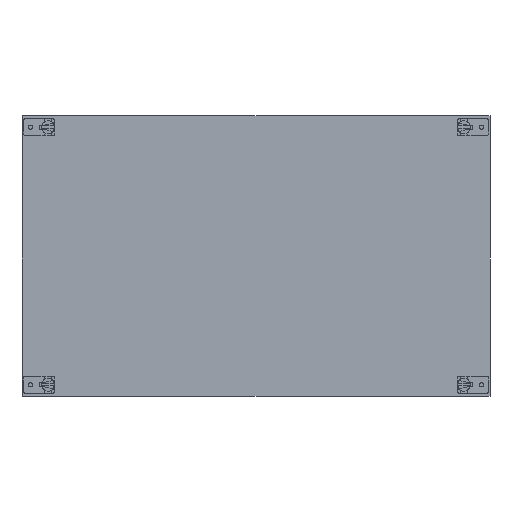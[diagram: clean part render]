
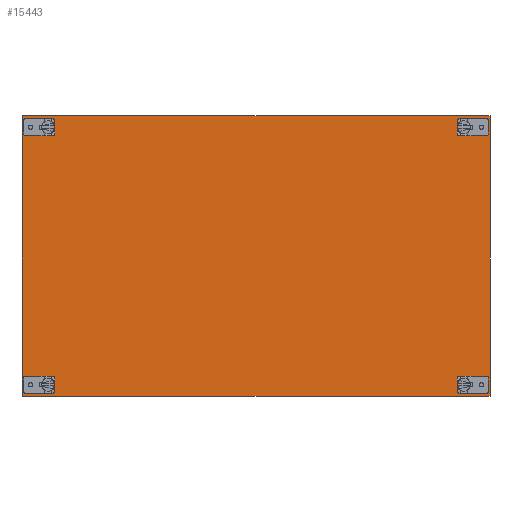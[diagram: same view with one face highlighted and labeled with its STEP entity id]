
A CAD part, top view. The second image highlights one B-rep face of the part: STEP entity #15443.
In plain terms, the highlighted planar face has unit normal (0, 0, 1).
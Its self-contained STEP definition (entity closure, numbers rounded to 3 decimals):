
#14535=CARTESIAN_POINT('',(347.,-112.5,1.));
#14536=DIRECTION('',(0.,0.,1.));
#14537=DIRECTION('',(0.896,0.445,0.));
#14538=AXIS2_PLACEMENT_3D('',#14535,#14536,#14537);
#14543=DIRECTION('',(1.,0.,0.));
#14544=VECTOR('',#14543,5.239);
#14545=CARTESIAN_POINT('',(351.411,-114.69,1.));
#14546=LINE('',#14545,#14544);
#14550=DIRECTION('',(0.,1.,0.));
#14551=VECTOR('',#14550,4.38);
#14552=CARTESIAN_POINT('',(356.65,-114.69,1.));
#14553=LINE('',#14552,#14551);
#14557=DIRECTION('',(-1.,0.,0.));
#14558=VECTOR('',#14557,5.239);
#14559=CARTESIAN_POINT('',(356.65,-110.31,1.));
#14560=LINE('',#14559,#14558);
#14564=CARTESIAN_POINT('',(366.,162.5,1.));
#14565=DIRECTION('',(0.,0.,1.));
#14566=DIRECTION('',(-1.,0.,0.));
#14567=AXIS2_PLACEMENT_3D('',#14564,#14565,#14566);
#14572=CARTESIAN_POINT('',(366.,162.5,1.));
#14573=DIRECTION('',(0.,0.,1.));
#14574=DIRECTION('',(1.,0.,0.));
#14575=AXIS2_PLACEMENT_3D('',#14572,#14573,#14574);
#14580=CARTESIAN_POINT('',(347.,162.5,1.));
#14581=DIRECTION('',(0.,0.,1.));
#14582=DIRECTION('',(0.896,0.445,0.));
#14583=AXIS2_PLACEMENT_3D('',#14580,#14581,#14582);
#14588=CARTESIAN_POINT('',(366.,-112.5,1.));
#14589=DIRECTION('',(0.,0.,1.));
#14590=DIRECTION('',(-1.,0.,0.));
#14591=AXIS2_PLACEMENT_3D('',#14588,#14589,#14590);
#14596=CARTESIAN_POINT('',(366.,-112.5,1.));
#14597=DIRECTION('',(0.,0.,1.));
#14598=DIRECTION('',(1.,0.,0.));
#14599=AXIS2_PLACEMENT_3D('',#14596,#14597,#14598);
#14604=CARTESIAN_POINT('',(-116.,162.5,1.));
#14605=DIRECTION('',(0.,0.,1.));
#14606=DIRECTION('',(1.,0.,0.));
#14607=AXIS2_PLACEMENT_3D('',#14604,#14605,#14606);
#14612=CARTESIAN_POINT('',(-116.,162.5,1.));
#14613=DIRECTION('',(0.,0.,1.));
#14614=DIRECTION('',(-1.,0.,0.));
#14615=AXIS2_PLACEMENT_3D('',#14612,#14613,#14614);
#14620=CARTESIAN_POINT('',(-97.,-112.5,1.));
#14621=DIRECTION('',(0.,0.,1.));
#14622=DIRECTION('',(-0.896,-0.445,0.));
#14623=AXIS2_PLACEMENT_3D('',#14620,#14621,#14622);
#14628=CARTESIAN_POINT('',(-116.,-112.5,1.));
#14629=DIRECTION('',(0.,0.,1.));
#14630=DIRECTION('',(1.,0.,0.));
#14631=AXIS2_PLACEMENT_3D('',#14628,#14629,#14630);
#14636=CARTESIAN_POINT('',(-116.,-112.5,1.));
#14637=DIRECTION('',(0.,0.,1.));
#14638=DIRECTION('',(-1.,0.,0.));
#14639=AXIS2_PLACEMENT_3D('',#14636,#14637,#14638);
#14644=CARTESIAN_POINT('',(-97.,162.5,1.));
#14645=DIRECTION('',(0.,0.,1.));
#14646=DIRECTION('',(-0.896,-0.445,0.));
#14647=AXIS2_PLACEMENT_3D('',#14644,#14645,#14646);
#14652=DIRECTION('',(-1.,0.,0.));
#14653=VECTOR('',#14652,5.239);
#14654=CARTESIAN_POINT('',(-101.411,164.69,1.));
#14655=LINE('',#14654,#14653);
#14659=DIRECTION('',(0.,-1.,0.));
#14660=VECTOR('',#14659,4.38);
#14661=CARTESIAN_POINT('',(-106.65,164.69,1.));
#14662=LINE('',#14661,#14660);
#14666=DIRECTION('',(1.,0.,0.));
#14667=VECTOR('',#14666,5.239);
#14668=CARTESIAN_POINT('',(-106.65,160.31,1.));
#14669=LINE('',#14668,#14667);
#14673=DIRECTION('',(0.,-1.,0.));
#14674=VECTOR('',#14673,300.);
#14675=CARTESIAN_POINT('',(375.,175.,1.));
#14676=LINE('',#14675,#14674);
#14680=DIRECTION('',(0.,1.,0.));
#14681=VECTOR('',#14680,300.);
#14682=CARTESIAN_POINT('',(-125.,-125.,1.));
#14683=LINE('',#14682,#14681);
#14722=DIRECTION('',(-1.,0.,0.));
#14723=VECTOR('',#14722,5.239);
#14724=CARTESIAN_POINT('',(356.65,160.31,1.));
#14725=LINE('',#14724,#14723);
#14736=DIRECTION('',(0.,-1.,0.));
#14737=VECTOR('',#14736,4.38);
#14738=CARTESIAN_POINT('',(356.65,164.69,1.));
#14739=LINE('',#14738,#14737);
#14743=DIRECTION('',(1.,0.,0.));
#14744=VECTOR('',#14743,5.239);
#14745=CARTESIAN_POINT('',(351.411,164.69,1.));
#14746=LINE('',#14745,#14744);
#14799=DIRECTION('',(1.,0.,0.));
#14800=VECTOR('',#14799,5.239);
#14801=CARTESIAN_POINT('',(-106.65,-110.31,1.));
#14802=LINE('',#14801,#14800);
#14813=DIRECTION('',(0.,1.,0.));
#14814=VECTOR('',#14813,4.38);
#14815=CARTESIAN_POINT('',(-106.65,-114.69,1.));
#14816=LINE('',#14815,#14814);
#14820=DIRECTION('',(-1.,0.,0.));
#14821=VECTOR('',#14820,5.239);
#14822=CARTESIAN_POINT('',(-101.411,-114.69,1.));
#14823=LINE('',#14822,#14821);
#14890=DIRECTION('',(-1.,0.,0.));
#14891=VECTOR('',#14890,500.);
#14892=CARTESIAN_POINT('',(375.,175.,1.));
#14893=LINE('',#14892,#14891);
#14981=DIRECTION('',(1.,0.,0.));
#14982=VECTOR('',#14981,500.);
#14983=CARTESIAN_POINT('',(-125.,-125.,1.));
#14984=LINE('',#14983,#14982);
#15108=CARTESIAN_POINT('',(-125.,-125.,1.));
#15109=CARTESIAN_POINT('',(-125.,175.,1.));
#15110=VERTEX_POINT('',#15108);
#15111=VERTEX_POINT('',#15109);
#15112=CARTESIAN_POINT('',(-111.75,162.5,1.));
#15113=CARTESIAN_POINT('',(-120.25,162.5,1.));
#15114=VERTEX_POINT('',#15112);
#15115=VERTEX_POINT('',#15113);
#15116=CARTESIAN_POINT('',(-106.65,-110.31,1.));
#15117=CARTESIAN_POINT('',(-101.411,-110.31,1.));
#15118=VERTEX_POINT('',#15116);
#15119=VERTEX_POINT('',#15117);
#15120=CARTESIAN_POINT('',(-106.65,-114.69,1.));
#15121=VERTEX_POINT('',#15120);
#15122=CARTESIAN_POINT('',(-101.411,-114.69,1.));
#15123=VERTEX_POINT('',#15122);
#15124=CARTESIAN_POINT('',(-111.75,-112.5,1.));
#15125=CARTESIAN_POINT('',(-120.25,-112.5,1.));
#15126=VERTEX_POINT('',#15124);
#15127=VERTEX_POINT('',#15125);
#15128=CARTESIAN_POINT('',(-101.411,164.69,1.));
#15129=CARTESIAN_POINT('',(-106.65,164.69,1.));
#15130=VERTEX_POINT('',#15128);
#15131=VERTEX_POINT('',#15129);
#15132=CARTESIAN_POINT('',(-106.65,160.31,1.));
#15133=VERTEX_POINT('',#15132);
#15134=CARTESIAN_POINT('',(-101.411,160.31,1.));
#15135=VERTEX_POINT('',#15134);
#15180=CARTESIAN_POINT('',(375.,175.,1.));
#15181=CARTESIAN_POINT('',(375.,-125.,1.));
#15182=VERTEX_POINT('',#15180);
#15183=VERTEX_POINT('',#15181);
#15184=CARTESIAN_POINT('',(361.75,-112.5,1.));
#15185=CARTESIAN_POINT('',(370.25,-112.5,1.));
#15186=VERTEX_POINT('',#15184);
#15187=VERTEX_POINT('',#15185);
#15188=CARTESIAN_POINT('',(356.65,160.31,1.));
#15189=CARTESIAN_POINT('',(351.411,160.31,1.));
#15190=VERTEX_POINT('',#15188);
#15191=VERTEX_POINT('',#15189);
#15192=CARTESIAN_POINT('',(356.65,164.69,1.));
#15193=VERTEX_POINT('',#15192);
#15194=CARTESIAN_POINT('',(351.411,164.69,1.));
#15195=VERTEX_POINT('',#15194);
#15196=CARTESIAN_POINT('',(361.75,162.5,1.));
#15197=CARTESIAN_POINT('',(370.25,162.5,1.));
#15198=VERTEX_POINT('',#15196);
#15199=VERTEX_POINT('',#15197);
#15200=CARTESIAN_POINT('',(351.411,-114.69,1.));
#15201=CARTESIAN_POINT('',(356.65,-114.69,1.));
#15202=VERTEX_POINT('',#15200);
#15203=VERTEX_POINT('',#15201);
#15204=CARTESIAN_POINT('',(356.65,-110.31,1.));
#15205=VERTEX_POINT('',#15204);
#15206=CARTESIAN_POINT('',(351.411,-110.31,1.));
#15207=VERTEX_POINT('',#15206);
#15368=CARTESIAN_POINT('',(0.,0.,1.));
#15369=DIRECTION('',(0.,0.,1.));
#15370=DIRECTION('',(1.,0.,0.));
#15371=AXIS2_PLACEMENT_3D('',#15368,#15369,#15370);
#15372=PLANE('',#15371);
#15374=ORIENTED_EDGE('',*,*,#15373,.F.);
#15376=ORIENTED_EDGE('',*,*,#15375,.T.);
#15378=ORIENTED_EDGE('',*,*,#15377,.F.);
#15380=ORIENTED_EDGE('',*,*,#15379,.T.);
#15381=EDGE_LOOP('',(#15374,#15376,#15378,#15380));
#15382=FACE_OUTER_BOUND('',#15381,.F.);
#15384=ORIENTED_EDGE('',*,*,#15383,.T.);
#15386=ORIENTED_EDGE('',*,*,#15385,.T.);
#15387=EDGE_LOOP('',(#15384,#15386));
#15388=FACE_BOUND('',#15387,.F.);
#15390=ORIENTED_EDGE('',*,*,#15389,.T.);
#15392=ORIENTED_EDGE('',*,*,#15391,.F.);
#15394=ORIENTED_EDGE('',*,*,#15393,.F.);
#15396=ORIENTED_EDGE('',*,*,#15395,.F.);
#15397=EDGE_LOOP('',(#15390,#15392,#15394,#15396));
#15398=FACE_BOUND('',#15397,.F.);
#15400=ORIENTED_EDGE('',*,*,#15399,.T.);
#15402=ORIENTED_EDGE('',*,*,#15401,.T.);
#15403=EDGE_LOOP('',(#15400,#15402));
#15404=FACE_BOUND('',#15403,.F.);
#15406=ORIENTED_EDGE('',*,*,#15405,.T.);
#15408=ORIENTED_EDGE('',*,*,#15407,.T.);
#15409=EDGE_LOOP('',(#15406,#15408));
#15410=FACE_BOUND('',#15409,.F.);
#15412=ORIENTED_EDGE('',*,*,#15411,.T.);
#15414=ORIENTED_EDGE('',*,*,#15413,.F.);
#15416=ORIENTED_EDGE('',*,*,#15415,.F.);
#15418=ORIENTED_EDGE('',*,*,#15417,.F.);
#15419=EDGE_LOOP('',(#15412,#15414,#15416,#15418));
#15420=FACE_BOUND('',#15419,.F.);
#15422=ORIENTED_EDGE('',*,*,#15421,.T.);
#15424=ORIENTED_EDGE('',*,*,#15423,.T.);
#15425=EDGE_LOOP('',(#15422,#15424));
#15426=FACE_BOUND('',#15425,.F.);
#15428=ORIENTED_EDGE('',*,*,#15427,.T.);
#15430=ORIENTED_EDGE('',*,*,#15429,.T.);
#15432=ORIENTED_EDGE('',*,*,#15431,.T.);
#15434=ORIENTED_EDGE('',*,*,#15433,.T.);
#15435=EDGE_LOOP('',(#15428,#15430,#15432,#15434));
#15436=FACE_BOUND('',#15435,.F.);
#15437=ORIENTED_EDGE('',*,*,#15320,.T.);
#15438=ORIENTED_EDGE('',*,*,#15335,.T.);
#15439=ORIENTED_EDGE('',*,*,#15349,.T.);
#15440=ORIENTED_EDGE('',*,*,#15362,.T.);
#15441=EDGE_LOOP('',(#15437,#15438,#15439,#15440));
#15442=FACE_BOUND('',#15441,.F.);
#14539=CIRCLE('',#14538,4.925);
#14568=CIRCLE('',#14567,4.25);
#14576=CIRCLE('',#14575,4.25);
#14584=CIRCLE('',#14583,4.925);
#14592=CIRCLE('',#14591,4.25);
#14600=CIRCLE('',#14599,4.25);
#14608=CIRCLE('',#14607,4.25);
#14616=CIRCLE('',#14615,4.25);
#14624=CIRCLE('',#14623,4.925);
#14632=CIRCLE('',#14631,4.25);
#14640=CIRCLE('',#14639,4.25);
#14648=CIRCLE('',#14647,4.925);
#15320=EDGE_CURVE('',#15207,#15202,#14539,.T.);
#15335=EDGE_CURVE('',#15202,#15203,#14546,.T.);
#15349=EDGE_CURVE('',#15203,#15205,#14553,.T.);
#15362=EDGE_CURVE('',#15205,#15207,#14560,.T.);
#15373=EDGE_CURVE('',#15182,#15111,#14893,.T.);
#15375=EDGE_CURVE('',#15182,#15183,#14676,.T.);
#15377=EDGE_CURVE('',#15110,#15183,#14984,.T.);
#15379=EDGE_CURVE('',#15110,#15111,#14683,.T.);
#15383=EDGE_CURVE('',#15198,#15199,#14568,.T.);
#15385=EDGE_CURVE('',#15199,#15198,#14576,.T.);
#15389=EDGE_CURVE('',#15195,#15191,#14584,.T.);
#15391=EDGE_CURVE('',#15190,#15191,#14725,.T.);
#15393=EDGE_CURVE('',#15193,#15190,#14739,.T.);
#15395=EDGE_CURVE('',#15195,#15193,#14746,.T.);
#15399=EDGE_CURVE('',#15186,#15187,#14592,.T.);
#15401=EDGE_CURVE('',#15187,#15186,#14600,.T.);
#15405=EDGE_CURVE('',#15114,#15115,#14608,.T.);
#15407=EDGE_CURVE('',#15115,#15114,#14616,.T.);
#15411=EDGE_CURVE('',#15123,#15119,#14624,.T.);
#15413=EDGE_CURVE('',#15118,#15119,#14802,.T.);
#15415=EDGE_CURVE('',#15121,#15118,#14816,.T.);
#15417=EDGE_CURVE('',#15123,#15121,#14823,.T.);
#15421=EDGE_CURVE('',#15126,#15127,#14632,.T.);
#15423=EDGE_CURVE('',#15127,#15126,#14640,.T.);
#15427=EDGE_CURVE('',#15135,#15130,#14648,.T.);
#15429=EDGE_CURVE('',#15130,#15131,#14655,.T.);
#15431=EDGE_CURVE('',#15131,#15133,#14662,.T.);
#15433=EDGE_CURVE('',#15133,#15135,#14669,.T.);
#15443=ADVANCED_FACE('',(#15382,#15388,#15398,#15404,#15410,#15420,#15426,
#15436,#15442),#15372,.T.);
